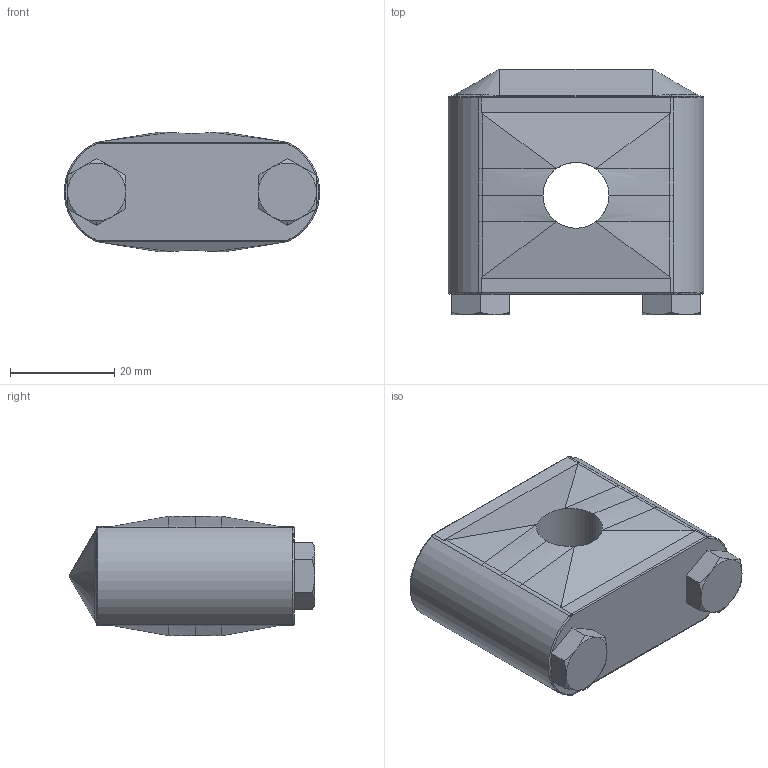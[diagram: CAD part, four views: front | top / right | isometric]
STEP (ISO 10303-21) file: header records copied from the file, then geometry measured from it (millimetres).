
FILE_DESCRIPTION (( 'STEP AP214' ), '1' );
FILE_NAME ('CSDBM0.50T304ZP.STEP', '2023-05-26T08:27:27', ( '' ), ( '' ), 'SwSTEP 2.0', 'SolidWorks 2018', '' );
FILE_SCHEMA (( 'AUTOMOTIVE_DESIGN' ));
Length unit declared in the file: inch
Products named in the file (1): CSDBM0.50T304ZP
Bounding box: 48.95 x 47.07 x 22.86 mm (x, y, z)
Volume: 34758.9 mm3; surface area: 7394.3 mm2
Topology: 1 solids, 1 shells, 114 faces, 280 edges, 166 vertices
Faces by surface type: plane 39, bspline 26, cylinder 19, cone 16, torus 12, sphere 2
Entity records: 4444 total; most frequent: CARTESIAN_POINT 2029, ORIENTED_EDGE 560, DIRECTION 406, EDGE_CURVE 280, VERTEX_POINT 166, AXIS2_PLACEMENT_3D 153, EDGE_LOOP 114, FACE_OUTER_BOUND 114
